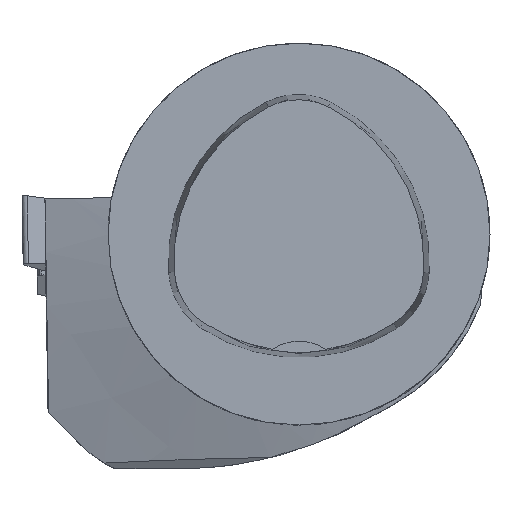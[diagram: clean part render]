
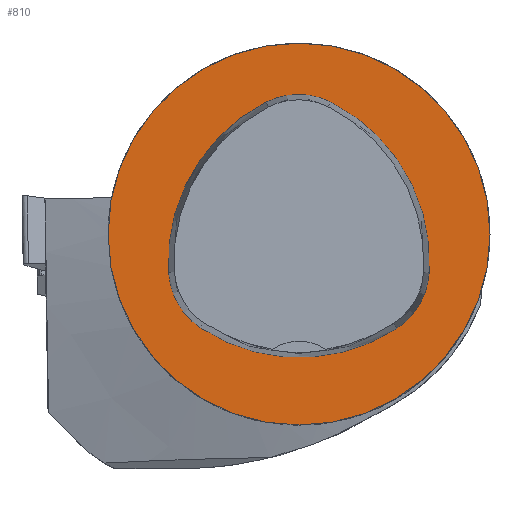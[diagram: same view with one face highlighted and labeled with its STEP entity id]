
A CAD part, top view. The second image highlights one B-rep face of the part: STEP entity #810.
In plain terms, the highlighted planar face has unit normal (0, 0, 1).
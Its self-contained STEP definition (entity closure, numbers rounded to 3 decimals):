
#220=PLANE('',#2463);
#810=ADVANCED_FACE('',(#888,#889),#220,.T.);
#888=FACE_BOUND('',#995,.T.);
#889=FACE_BOUND('',#996,.T.);
#995=EDGE_LOOP('',(#1519,#1520,#1521,#1522,#1523,#1524));
#996=EDGE_LOOP('',(#1525));
#1519=ORIENTED_EDGE('',*,*,#2123,.T.);
#1520=ORIENTED_EDGE('',*,*,#2103,.T.);
#1521=ORIENTED_EDGE('',*,*,#2107,.T.);
#1522=ORIENTED_EDGE('',*,*,#2110,.T.);
#1523=ORIENTED_EDGE('',*,*,#2113,.T.);
#1524=ORIENTED_EDGE('',*,*,#2121,.T.);
#1525=ORIENTED_EDGE('',*,*,#2094,.F.);
#1817=VERTEX_POINT('',#3868);
#1826=VERTEX_POINT('',#3887);
#1827=VERTEX_POINT('',#3888);
#1830=VERTEX_POINT('',#3896);
#1832=VERTEX_POINT('',#3902);
#1834=VERTEX_POINT('',#3908);
#1841=VERTEX_POINT('',#3929);
#2094=EDGE_CURVE('',#1817,#1817,#2201,.T.);
#2103=EDGE_CURVE('',#1826,#1827,#2202,.T.);
#2107=EDGE_CURVE('',#1827,#1830,#2204,.T.);
#2110=EDGE_CURVE('',#1830,#1832,#2206,.T.);
#2113=EDGE_CURVE('',#1832,#1834,#2208,.T.);
#2121=EDGE_CURVE('',#1834,#1841,#2212,.T.);
#2123=EDGE_CURVE('',#1841,#1826,#2214,.T.);
#2201=CIRCLE('',#2435,16.);
#2202=CIRCLE('',#2441,15.);
#2204=CIRCLE('',#2444,6.);
#2206=CIRCLE('',#2447,15.);
#2208=CIRCLE('',#2450,6.);
#2212=CIRCLE('',#2455,15.);
#2214=CIRCLE('',#2458,6.);
#2435=AXIS2_PLACEMENT_3D('',#3867,#2976,#2977);
#2441=AXIS2_PLACEMENT_3D('',#3886,#2992,#2993);
#2444=AXIS2_PLACEMENT_3D('',#3895,#3000,#3001);
#2447=AXIS2_PLACEMENT_3D('',#3901,#3007,#3008);
#2450=AXIS2_PLACEMENT_3D('',#3907,#3014,#3015);
#2455=AXIS2_PLACEMENT_3D('',#3930,#3026,#3027);
#2458=AXIS2_PLACEMENT_3D('',#3933,#3032,#3033);
#2463=AXIS2_PLACEMENT_3D('',#3938,#3042,#3043);
#2976=DIRECTION('',(0.,0.,-1.));
#2977=DIRECTION('',(-1.,0.,0.));
#2992=DIRECTION('',(0.,0.,-1.));
#2993=DIRECTION('',(-1.,0.,0.));
#3000=DIRECTION('',(0.,0.,-1.));
#3001=DIRECTION('',(-1.,0.,0.));
#3007=DIRECTION('',(0.,0.,-1.));
#3008=DIRECTION('',(-1.,0.,0.));
#3014=DIRECTION('',(0.,0.,-1.));
#3015=DIRECTION('',(-1.,0.,0.));
#3026=DIRECTION('',(0.,0.,-1.));
#3027=DIRECTION('',(-1.,0.,0.));
#3032=DIRECTION('',(0.,0.,-1.));
#3033=DIRECTION('',(-1.,0.,0.));
#3042=DIRECTION('',(0.,0.,1.));
#3043=DIRECTION('',(1.,0.,0.));
#3867=CARTESIAN_POINT('',(0.,0.,0.));
#3868=CARTESIAN_POINT('',(-16.,0.,0.));
#3886=CARTESIAN_POINT('',(4.048,-2.316,0.));
#3887=CARTESIAN_POINT('',(-10.926,-3.206,0.));
#3888=CARTESIAN_POINT('',(-2.774,11.043,0.));
#3895=CARTESIAN_POINT('',(-0.045,5.7,0.));
#3896=CARTESIAN_POINT('',(2.638,11.066,0.));
#3901=CARTESIAN_POINT('',(-4.07,-2.35,0.));
#3902=CARTESIAN_POINT('',(10.903,-3.249,0.));
#3907=CARTESIAN_POINT('',(4.914,-2.889,0.));
#3908=CARTESIAN_POINT('',(8.177,-7.924,0.));
#3929=CARTESIAN_POINT('',(-8.24,-7.859,0.));
#3930=CARTESIAN_POINT('',(0.019,4.663,0.));
#3933=CARTESIAN_POINT('',(-4.936,-2.85,0.));
#3938=CARTESIAN_POINT('',(0.,0.,0.));
